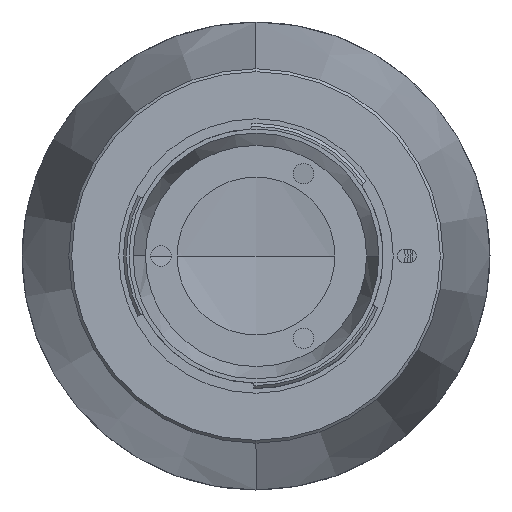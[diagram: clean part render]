
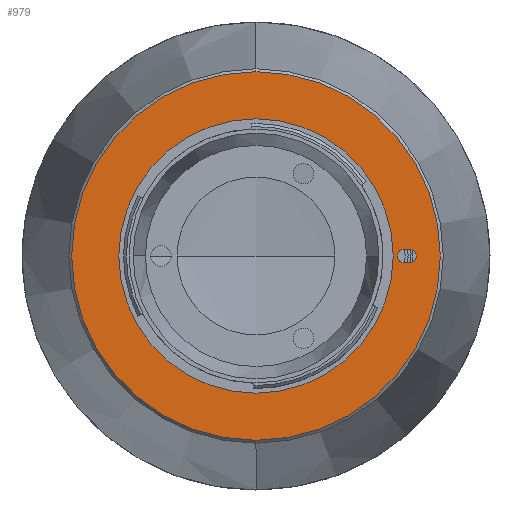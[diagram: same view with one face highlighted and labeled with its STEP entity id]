
A CAD part, left-side view. The second image highlights one B-rep face of the part: STEP entity #979.
In plain terms, the highlighted planar face has unit normal (-1, 0, 0).
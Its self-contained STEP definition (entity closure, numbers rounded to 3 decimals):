
#979 = ADVANCED_FACE ( 'NONE', ( #4200, #4199, #4193 ), #2477, .F. ) ;
#1070 = EDGE_CURVE ( 'NONE', #3363, #3378, #3243, .T. ) ;
#1164 = EDGE_CURVE ( 'NONE', #3847, #3376, #4907, .T. ) ;
#1174 = EDGE_CURVE ( 'NONE', #3825, #3823, #4864, .T. ) ;
#1178 = EDGE_CURVE ( 'NONE', #3379, #3825, #1338, .T. ) ;
#1185 = EDGE_CURVE ( 'NONE', #3440, #3379, #4846, .T. ) ;
#1195 = EDGE_CURVE ( 'NONE', #3823, #3440, #1325, .T. ) ;
#1208 = EDGE_CURVE ( 'NONE', #3376, #3847, #4783, .T. ) ;
#1210 = EDGE_CURVE ( 'NONE', #3378, #3363, #4770, .T. ) ;
#1325 = LINE ( 'NONE', #2133, #4806 ) ;
#1338 = LINE ( 'NONE', #2308, #4854 ) ;
#1678 = ORIENTED_EDGE ( 'NONE', *, *, #1210, .F. ) ;
#1683 = ORIENTED_EDGE ( 'NONE', *, *, #1070, .F. ) ;
#1684 = ORIENTED_EDGE ( 'NONE', *, *, #1178, .F. ) ;
#1691 = ORIENTED_EDGE ( 'NONE', *, *, #1174, .F. ) ;
#1693 = ORIENTED_EDGE ( 'NONE', *, *, #1208, .T. ) ;
#1694 = ORIENTED_EDGE ( 'NONE', *, *, #1195, .F. ) ;
#1699 = ORIENTED_EDGE ( 'NONE', *, *, #1185, .F. ) ;
#1702 = ORIENTED_EDGE ( 'NONE', *, *, #1164, .T. ) ;
#2008 = DIRECTION ( 'NONE',  ( -1., 0., 0. ) ) ;
#2009 = DIRECTION ( 'NONE',  ( 0., 0., 1. ) ) ;
#2010 = CARTESIAN_POINT ( 'NONE',  ( -96.594, 0., 0. ) ) ;
#2117 = DIRECTION ( 'NONE',  ( 0., -1., 0. ) ) ;
#2133 = CARTESIAN_POINT ( 'NONE',  ( -96.594, -25.35, -1.15 ) ) ;
#2249 = DIRECTION ( 'NONE',  ( 0., 0., -1. ) ) ;
#2308 = CARTESIAN_POINT ( 'NONE',  ( -96.594, -25.35, 1.15 ) ) ;
#2309 = DIRECTION ( 'NONE',  ( 0., 1., 0. ) ) ;
#2368 = CARTESIAN_POINT ( 'NONE',  ( -96.594, -25.35, 0. ) ) ;
#2421 = DIRECTION ( 'NONE',  ( 0., 0., 1. ) ) ;
#2470 = CARTESIAN_POINT ( 'NONE',  ( -96.594, -26.25, 0. ) ) ;
#2471 = DIRECTION ( 'NONE',  ( 0., 0., -1. ) ) ;
#2473 = DIRECTION ( 'NONE',  ( 1., 0., 0. ) ) ;
#2476 = CARTESIAN_POINT ( 'NONE',  ( -96.594, 23.45, 0. ) ) ;
#2477 = PLANE ( 'NONE',  #2908 ) ;
#2486 = DIRECTION ( 'NONE',  ( -1., 0., 0. ) ) ;
#2489 = CARTESIAN_POINT ( 'NONE',  ( -96.594, 0., 0. ) ) ;
#2520 = DIRECTION ( 'NONE',  ( -1., 0., 0. ) ) ;
#2558 = DIRECTION ( 'NONE',  ( -1., 0., 0. ) ) ;
#2563 = DIRECTION ( 'NONE',  ( 0., 0., 1. ) ) ;
#2908 = AXIS2_PLACEMENT_3D ( 'NONE', #2476, #2473, #2471 ) ;
#2963 = AXIS2_PLACEMENT_3D ( 'NONE', #2010, #2008, #2009 ) ;
#3243 = CIRCLE ( 'NONE', #2963, 23.45 ) ;
#3363 = VERTEX_POINT ( 'NONE', #4261 ) ;
#3376 = VERTEX_POINT ( 'NONE', #4248 ) ;
#3378 = VERTEX_POINT ( 'NONE', #4246 ) ;
#3379 = VERTEX_POINT ( 'NONE', #4245 ) ;
#3440 = VERTEX_POINT ( 'NONE', #4441 ) ;
#3823 = VERTEX_POINT ( 'NONE', #4394 ) ;
#3825 = VERTEX_POINT ( 'NONE', #4392 ) ;
#3847 = VERTEX_POINT ( 'NONE', #4367 ) ;
#4033 = EDGE_LOOP ( 'NONE', ( #1694, #1691, #1684, #1699 ) ) ;
#4038 = EDGE_LOOP ( 'NONE', ( #1683, #1678 ) ) ;
#4044 = EDGE_LOOP ( 'NONE', ( #1693, #1702 ) ) ;
#4193 = FACE_BOUND ( 'NONE', #4038, .T. ) ;
#4199 = FACE_BOUND ( 'NONE', #4033, .T. ) ;
#4200 = FACE_OUTER_BOUND ( 'NONE', #4044, .T. ) ;
#4245 = CARTESIAN_POINT ( 'NONE',  ( -96.594, -26.25, 1.15 ) ) ;
#4246 = CARTESIAN_POINT ( 'NONE',  ( -96.594, 0., -23.45 ) ) ;
#4248 = CARTESIAN_POINT ( 'NONE',  ( -96.594, 0., -31.5 ) ) ;
#4261 = CARTESIAN_POINT ( 'NONE',  ( -96.594, 0., 23.45 ) ) ;
#4367 = CARTESIAN_POINT ( 'NONE',  ( -96.594, 0., 31.5 ) ) ;
#4392 = CARTESIAN_POINT ( 'NONE',  ( -96.594, -25.35, 1.15 ) ) ;
#4394 = CARTESIAN_POINT ( 'NONE',  ( -96.594, -25.35, -1.15 ) ) ;
#4441 = CARTESIAN_POINT ( 'NONE',  ( -96.594, -26.25, -1.15 ) ) ;
#4650 = DIRECTION ( 'NONE',  ( 0., 0., 1. ) ) ;
#4651 = DIRECTION ( 'NONE',  ( -1., 0., 0. ) ) ;
#4652 = CARTESIAN_POINT ( 'NONE',  ( -96.594, 0., 0. ) ) ;
#4657 = DIRECTION ( 'NONE',  ( 0., 0., -1. ) ) ;
#4658 = DIRECTION ( 'NONE',  ( -1., 0., 0. ) ) ;
#4659 = CARTESIAN_POINT ( 'NONE',  ( -96.594, 0., 0. ) ) ;
#4759 = AXIS2_PLACEMENT_3D ( 'NONE', #4652, #4651, #4650 ) ;
#4765 = AXIS2_PLACEMENT_3D ( 'NONE', #4659, #4658, #4657 ) ;
#4770 = CIRCLE ( 'NONE', #4759, 23.45 ) ;
#4783 = CIRCLE ( 'NONE', #4765, 31.5 ) ;
#4806 = VECTOR ( 'NONE', #2117, 1000. ) ;
#4838 = AXIS2_PLACEMENT_3D ( 'NONE', #2470, #2520, #2421 ) ;
#4846 = CIRCLE ( 'NONE', #4838, 1.15 ) ;
#4854 = VECTOR ( 'NONE', #2309, 1000. ) ;
#4862 = AXIS2_PLACEMENT_3D ( 'NONE', #2368, #2558, #2563 ) ;
#4864 = CIRCLE ( 'NONE', #4862, 1.15 ) ;
#4883 = AXIS2_PLACEMENT_3D ( 'NONE', #2489, #2486, #2249 ) ;
#4907 = CIRCLE ( 'NONE', #4883, 31.5 ) ;
